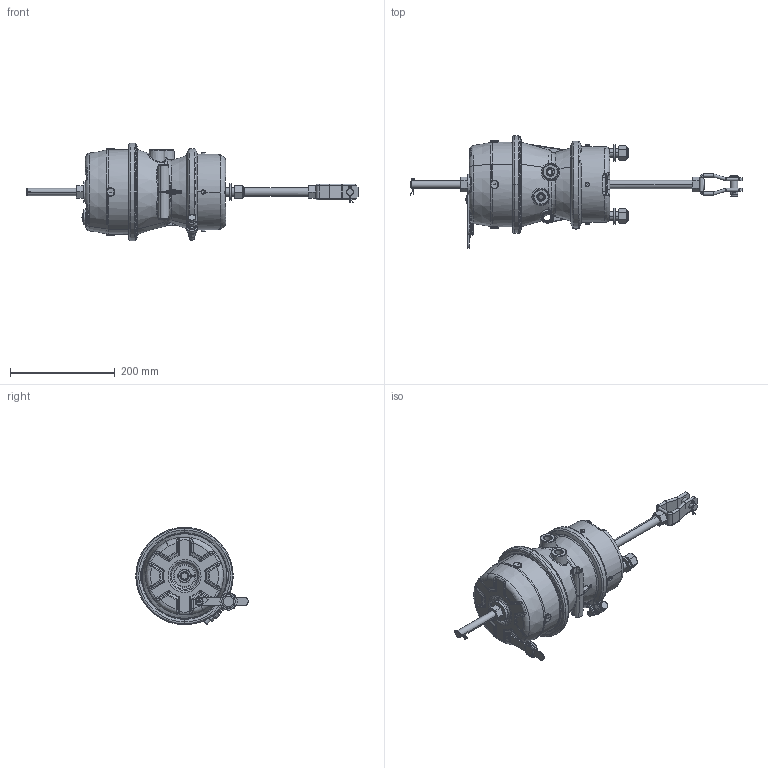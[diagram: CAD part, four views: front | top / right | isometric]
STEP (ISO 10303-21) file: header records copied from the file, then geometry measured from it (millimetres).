
FILE_DESCRIPTION((''),'2;1');
FILE_NAME('3461624001_','2018-06-29T',('gkotha'),('Haldex Brake Products'),'CREO PARAMETRIC BY PTC INC, 2015290','CREO PARAMETRIC BY PTC INC, 2015290','');
FILE_SCHEMA(('AUTOMOTIVE_DESIGN { 1 0 10303 214 1 1 1 1 }'));
Length unit declared in the file: millimetre
Products named in the file (1): 3461624001_
Bounding box: 633.71 x 214.5 x 186 mm (x, y, z)
Volume: 4350983.6 mm3; surface area: 410981.3 mm2
Topology: 4 solids, 16 shells, 1415 faces, 3522 edges, 2092 vertices
Faces by surface type: cylinder 373, plane 300, bspline 297, cone 211, torus 202, sphere 32
Entity records: 87716 total; most frequent: CARTESIAN_POINT 48276, ORIENTED_EDGE 6916, DIRECTION 5656, EDGE_CURVE 3458, AXIS2_PLACEMENT_3D 2408, VERTEX_POINT 2092, EDGE_LOOP 1476, FACE_OUTER_BOUND 1415
